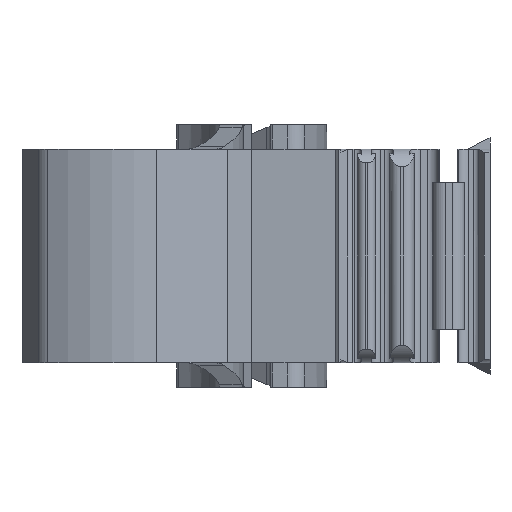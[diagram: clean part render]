
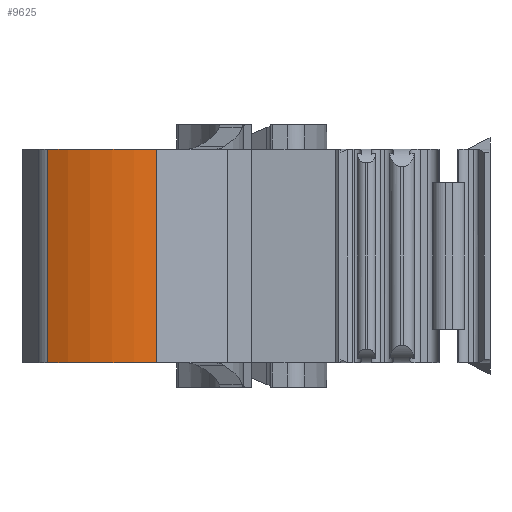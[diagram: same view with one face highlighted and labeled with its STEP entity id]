
A CAD part, left-side view. The second image highlights one B-rep face of the part: STEP entity #9625.
In plain terms, the highlighted cylindrical face has radius 11.5 mm (diameter 23 mm), a partial arc.
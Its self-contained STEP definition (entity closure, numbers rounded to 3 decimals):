
#27 = CARTESIAN_POINT ( 'NONE',  ( -13.917, 32.036, 7.75 ) ) ;
#233 = AXIS2_PLACEMENT_3D ( 'NONE', #10306, #2455, #6728 ) ;
#447 = FACE_OUTER_BOUND ( 'NONE', #1679, .T. ) ;
#458 = VERTEX_POINT ( 'NONE', #5423 ) ;
#554 = CARTESIAN_POINT ( 'NONE',  ( -13.917, 32.036, -7.75 ) ) ;
#773 = VERTEX_POINT ( 'NONE', #2636 ) ;
#1049 = CARTESIAN_POINT ( 'NONE',  ( -3.887, 26.411, -7.75 ) ) ;
#1175 = DIRECTION ( 'NONE',  ( 0., 0., 1. ) ) ;
#1333 = EDGE_CURVE ( 'NONE', #773, #8660, #2368, .T. ) ;
#1679 = EDGE_LOOP ( 'NONE', ( #6399, #6775, #6918, #8476 ) ) ;
#1859 = DIRECTION ( 'NONE',  ( 1., 0., 0. ) ) ;
#2368 = CIRCLE ( 'NONE', #233, 11.5 ) ;
#2455 = DIRECTION ( 'NONE',  ( 0., 0., -1. ) ) ;
#2636 = CARTESIAN_POINT ( 'NONE',  ( -15.16, 24.137, 7.75 ) ) ;
#2791 = CARTESIAN_POINT ( 'NONE',  ( -3.887, 26.411, -35.057 ) ) ;
#2818 = AXIS2_PLACEMENT_3D ( 'NONE', #1049, #6897, #1859 ) ;
#2872 = LINE ( 'NONE', #5555, #9093 ) ;
#3263 = VECTOR ( 'NONE', #1175, 1000. ) ;
#3636 = DIRECTION ( 'NONE',  ( 0., 0., 1. ) ) ;
#3739 = EDGE_CURVE ( 'NONE', #4933, #8660, #2872, .T. ) ;
#3948 = EDGE_CURVE ( 'NONE', #458, #773, #6989, .T. ) ;
#4933 = VERTEX_POINT ( 'NONE', #554 ) ;
#4934 = AXIS2_PLACEMENT_3D ( 'NONE', #2791, #3636, #8633 ) ;
#5423 = CARTESIAN_POINT ( 'NONE',  ( -15.16, 24.137, -7.75 ) ) ;
#5555 = CARTESIAN_POINT ( 'NONE',  ( -13.917, 32.036, -35.057 ) ) ;
#5595 = DIRECTION ( 'NONE',  ( 0., 0., 1. ) ) ;
#6046 = CYLINDRICAL_SURFACE ( 'NONE', #4934, 11.5 ) ;
#6399 = ORIENTED_EDGE ( 'NONE', *, *, #3739, .F. ) ;
#6728 = DIRECTION ( 'NONE',  ( 1., 0., 0. ) ) ;
#6775 = ORIENTED_EDGE ( 'NONE', *, *, #9990, .F. ) ;
#6897 = DIRECTION ( 'NONE',  ( 0., 0., -1. ) ) ;
#6918 = ORIENTED_EDGE ( 'NONE', *, *, #3948, .T. ) ;
#6989 = LINE ( 'NONE', #7951, #3263 ) ;
#7951 = CARTESIAN_POINT ( 'NONE',  ( -15.16, 24.137, -35.057 ) ) ;
#8476 = ORIENTED_EDGE ( 'NONE', *, *, #1333, .T. ) ;
#8565 = CIRCLE ( 'NONE', #2818, 11.5 ) ;
#8633 = DIRECTION ( 'NONE',  ( 1., 0., 0. ) ) ;
#8660 = VERTEX_POINT ( 'NONE', #27 ) ;
#9093 = VECTOR ( 'NONE', #5595, 1000. ) ;
#9625 = ADVANCED_FACE ( 'NONE', ( #447 ), #6046, .T. ) ;
#9990 = EDGE_CURVE ( 'NONE', #458, #4933, #8565, .T. ) ;
#10306 = CARTESIAN_POINT ( 'NONE',  ( -3.887, 26.411, 7.75 ) ) ;
